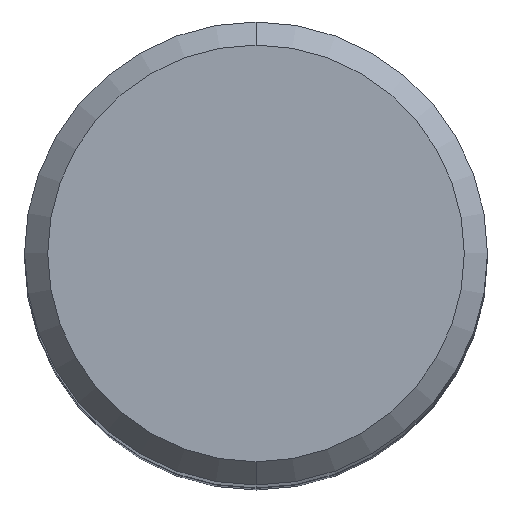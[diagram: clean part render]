
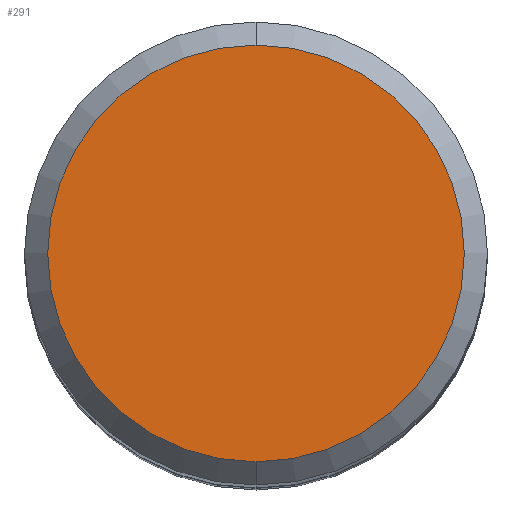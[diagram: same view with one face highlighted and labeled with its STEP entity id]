
A CAD part, top view. The second image highlights one B-rep face of the part: STEP entity #291.
In plain terms, the highlighted planar face has unit normal (0, 0, 1).
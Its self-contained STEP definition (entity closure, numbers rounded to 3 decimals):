
#277=EDGE_CURVE('',#415,#329,#604,.T.);
#291=ADVANCED_FACE('',(#620),#621,.T.);
#329=VERTEX_POINT('',#661);
#415=VERTEX_POINT('',#755);
#451=EDGE_CURVE('',#329,#415,#795,.T.);
#604=CIRCLE('',#1126,7.2);
#620=FACE_OUTER_BOUND('',#1152,.T.);
#621=PLANE('',#1153);
#661=CARTESIAN_POINT('',(0.,-7.2,0.0));
#755=CARTESIAN_POINT('',(0.0,7.2,0.0));
#795=CIRCLE('',#1492,7.2);
#1126=AXIS2_PLACEMENT_3D('',#1674,#1675,#1676);
#1152=EDGE_LOOP('',(#1696,#1697));
#1153=AXIS2_PLACEMENT_3D('',#1698,#1699,#1700);
#1492=AXIS2_PLACEMENT_3D('',#1878,#1879,#1880);
#1674=CARTESIAN_POINT('',(0.0,0.0,0.0));
#1675=DIRECTION('',(0.0,0.0,-1.0));
#1676=DIRECTION('',(0.0,1.0,0.0));
#1696=ORIENTED_EDGE('',*,*,#277,.F.);
#1697=ORIENTED_EDGE('',*,*,#451,.F.);
#1698=CARTESIAN_POINT('',(0.0,3.6,0.0));
#1699=DIRECTION('',(-0.0,0.0,1.0));
#1700=DIRECTION('',(0.0,-1.0,0.0));
#1878=CARTESIAN_POINT('',(0.0,0.0,0.0));
#1879=DIRECTION('',(0.0,0.0,-1.0));
#1880=DIRECTION('',(0.0,1.0,0.0));
